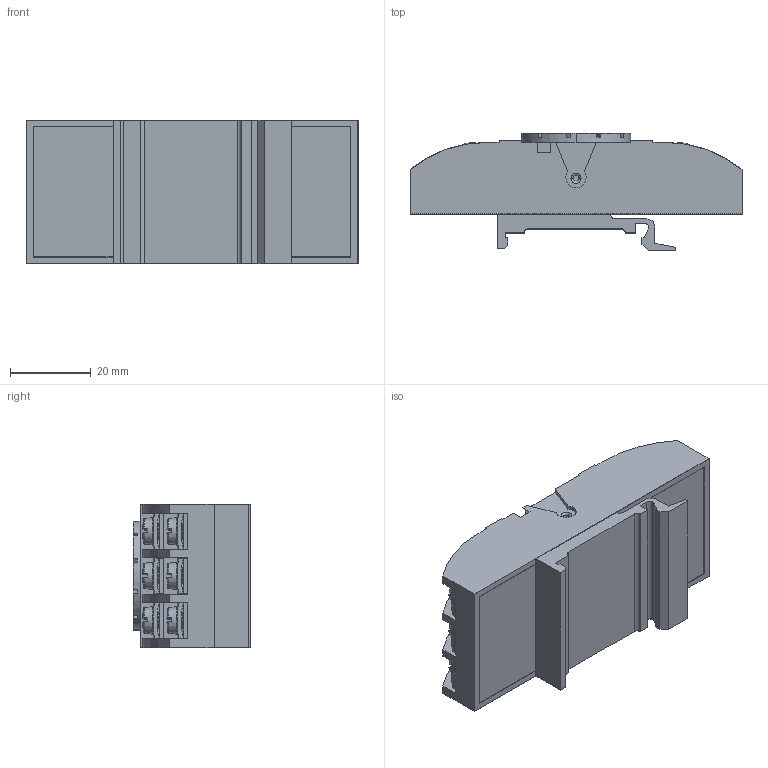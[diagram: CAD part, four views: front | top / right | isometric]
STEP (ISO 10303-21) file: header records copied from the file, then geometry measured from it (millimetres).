
FILE_DESCRIPTION (( 'STEP AP214' ), '1' );
FILE_NAME ('GZU11.STEP', '2014-09-19T12:07:34', ( '' ), ( '' ), 'SwSTEP 2.0', 'SolidWorks 2012', '' );
FILE_SCHEMA (( 'AUTOMOTIVE_DESIGN' ));
Length unit declared in the file: millimetre
Products named in the file (6): zacisk-nak³adka-œruba; GZU-1521 Wkrêt M4x6.5; GZU-1510 Nak³adka sprê¿ysta; GZU-1400  Zacisk; GZU11
Assembly tree (16 placements, depth 3):
  GZU11
    GZU11
    zacisk-nak³adka-œruba  x12
      GZU-1400  Zacisk
      GZU-1510 Nak³adka sprê¿ysta
      GZU-1521 Wkrêt M4x6.5
Bounding box: 82 x 29 x 35.55 mm (x, y, z)
Volume: 48683.8 mm3; surface area: 26111.2 mm2
Topology: 37 solids, 39 shells, 1800 faces, 4360 edges, 2700 vertices
Faces by surface type: plane 873, cylinder 406, torus 400, cone 97, bspline 24
Entity records: 16662 total; most frequent: CARTESIAN_POINT 3254, ORIENTED_EDGE 2758, DIRECTION 2722, EDGE_CURVE 1379, VECTOR 986, LINE 986, VERTEX_POINT 896, AXIS2_PLACEMENT_3D 868
